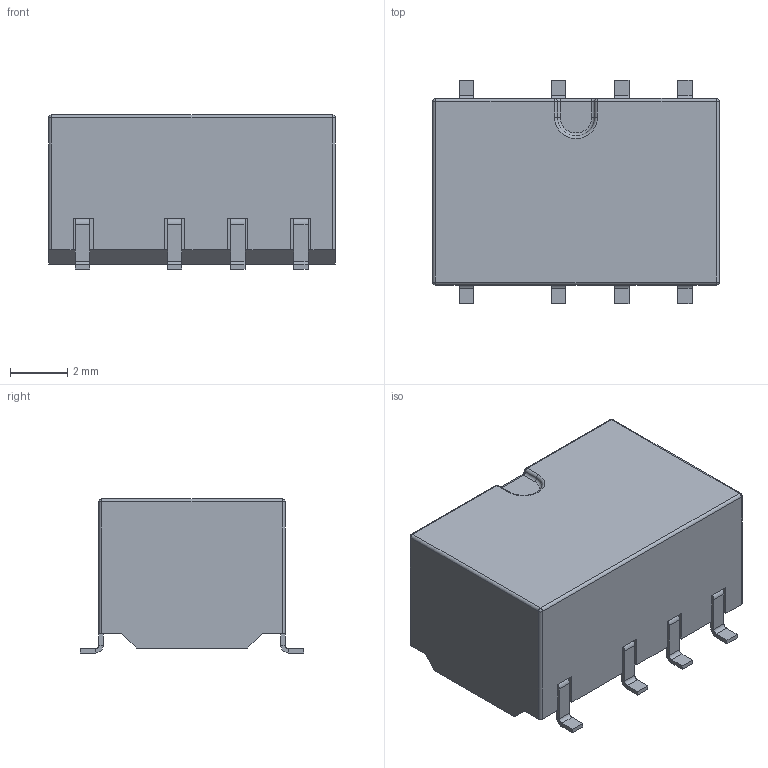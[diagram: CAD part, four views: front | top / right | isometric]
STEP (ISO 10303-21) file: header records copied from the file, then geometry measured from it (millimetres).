
FILE_DESCRIPTION (( 'STEP AP214' ), '1' );
FILE_NAME ('3D_PCB2_2024-03-27-G6K_end.STEP', '2024-03-27T13:30:39', ( '' ), ( '' ), 'SwSTEP 2.0', 'SolidWorks 2018', '' );
FILE_SCHEMA (( 'AUTOMOTIVE_DESIGN' ));
Length unit declared in the file: millimetre
Products named in the file (5): RELAY-SMD_G6K-2F-Y.step; 3D_PCB2_2024-03-27-G6K.step; U1.step; SOLID.step; 3D_PCB2_2024-03-27-G6K_end
Assembly tree (4 placements, depth 5):
  3D_PCB2_2024-03-27-G6K_end
    3D_PCB2_2024-03-27-G6K.step
      U1.step
        RELAY-SMD_G6K-2F-Y.step
          SOLID.step
Bounding box: 10 x 7.8 x 5.38 mm (x, y, z)
Volume: 326.7 mm3; surface area: 321.9 mm2
Topology: 1 solids, 1 shells, 510 faces, 1302 edges, 814 vertices
Faces by surface type: plane 342, bspline 112, cylinder 46, sphere 6, torus 4
Entity records: 19607 total; most frequent: CARTESIAN_POINT 4734, ORIENTED_EDGE 2592, DIRECTION 1983, EDGE_CURVE 1296, LINE 969, VECTOR 969, VERTEX_POINT 814, EDGE_LOOP 536
